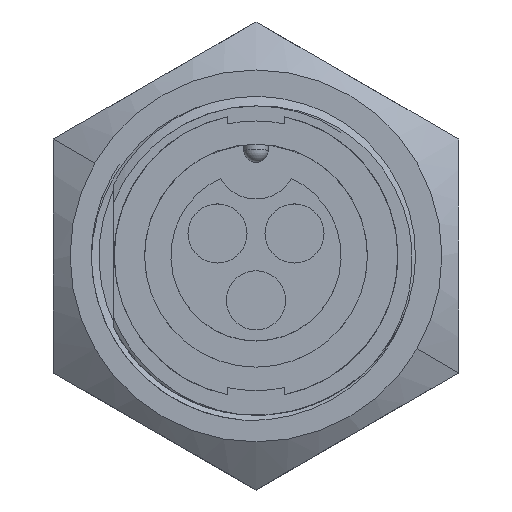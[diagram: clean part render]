
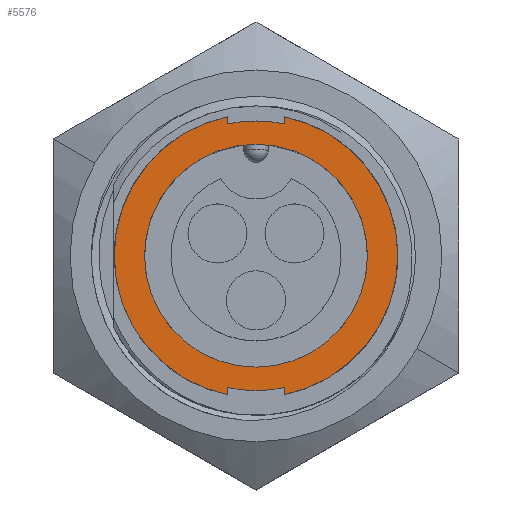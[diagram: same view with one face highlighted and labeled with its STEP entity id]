
A CAD part, top view. The second image highlights one B-rep face of the part: STEP entity #5576.
In plain terms, the highlighted planar face has unit normal (0, 0, 1).
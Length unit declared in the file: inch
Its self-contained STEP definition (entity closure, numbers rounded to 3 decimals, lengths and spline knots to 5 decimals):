
#459 = DIRECTION ( 'NONE',  ( 1., 0., 0. ) ) ;
#717 = CARTESIAN_POINT ( 'NONE',  ( 0.07, -0.32505, 0. ) ) ;
#779 = DIRECTION ( 'NONE',  ( 0., 1., 0. ) ) ;
#920 = LINE ( 'NONE', #717, #4137 ) ;
#986 = DIRECTION ( 'NONE',  ( 0., 0., -1. ) ) ;
#1105 = CARTESIAN_POINT ( 'NONE',  ( 0., 0., 0. ) ) ;
#1716 = EDGE_CURVE ( 'NONE', #3018, #11100, #5897, .T. ) ;
#1809 = EDGE_CURVE ( 'NONE', #11100, #10794, #5889, .T. ) ;
#1851 = EDGE_CURVE ( 'NONE', #2515, #10284, #920, .T. ) ;
#1937 = EDGE_CURVE ( 'NONE', #10284, #10566, #5996, .T. ) ;
#1950 = EDGE_CURVE ( 'NONE', #2290, #2813, #14678, .T. ) ;
#1983 = EDGE_CURVE ( 'NONE', #10320, #10611, #6001, .T. ) ;
#2026 = EDGE_CURVE ( 'NONE', #2554, #2813, #5988, .T. ) ;
#2066 = EDGE_CURVE ( 'NONE', #2554, #3018, #14963, .T. ) ;
#2171 = EDGE_CURVE ( 'NONE', #10566, #2290, #5609, .T. ) ;
#2290 = VERTEX_POINT ( 'NONE', #5332 ) ;
#2319 = EDGE_LOOP ( 'NONE', ( #11827, #11952 ) ) ;
#2515 = VERTEX_POINT ( 'NONE', #5136 ) ;
#2554 = VERTEX_POINT ( 'NONE', #5376 ) ;
#2620 = VERTEX_POINT ( 'NONE', #4925 ) ;
#2813 = VERTEX_POINT ( 'NONE', #5418 ) ;
#2951 = EDGE_LOOP ( 'NONE', ( #13915, #13927, #13935, #13932, #13933, #11966, #11682, #11970, #12150, #11696 ) ) ;
#3018 = VERTEX_POINT ( 'NONE', #4717 ) ;
#4014 = AXIS2_PLACEMENT_3D ( 'NONE', #1105, #986, #459 ) ;
#4018 = AXIS2_PLACEMENT_3D ( 'NONE', #14051, #14842, #14040 ) ;
#4019 = AXIS2_PLACEMENT_3D ( 'NONE', #12176, #11585, #11719 ) ;
#4031 = VECTOR ( 'NONE', #14641, 39.37008 ) ;
#4094 = AXIS2_PLACEMENT_3D ( 'NONE', #4729, #5461, #5386 ) ;
#4122 = FACE_OUTER_BOUND ( 'NONE', #2951, .T. ) ;
#4137 = VECTOR ( 'NONE', #779, 39.37008 ) ;
#4184 = FACE_BOUND ( 'NONE', #2319, .T. ) ;
#4221 = AXIS2_PLACEMENT_3D ( 'NONE', #13125, #12939, #12683 ) ;
#4293 = VECTOR ( 'NONE', #14878, 39.37008 ) ;
#4342 = AXIS2_PLACEMENT_3D ( 'NONE', #14743, #14656, #14654 ) ;
#4354 = AXIS2_PLACEMENT_3D ( 'NONE', #11959, #11533, #11353 ) ;
#4717 = CARTESIAN_POINT ( 'NONE',  ( -0.07, 0.32505, 0. ) ) ;
#4729 = CARTESIAN_POINT ( 'NONE',  ( 0., 0., 0. ) ) ;
#4925 = CARTESIAN_POINT ( 'NONE',  ( 0.07, 0.34293, 0. ) ) ;
#5136 = CARTESIAN_POINT ( 'NONE',  ( 0.07, -0.34293, 0. ) ) ;
#5332 = CARTESIAN_POINT ( 'NONE',  ( -0.07, -0.32505, 0. ) ) ;
#5376 = CARTESIAN_POINT ( 'NONE',  ( -0.07, 0.34293, 0. ) ) ;
#5386 = DIRECTION ( 'NONE',  ( 1., 0., 0. ) ) ;
#5418 = CARTESIAN_POINT ( 'NONE',  ( -0.07, -0.34293, 0. ) ) ;
#5461 = DIRECTION ( 'NONE',  ( 0., 0., -1. ) ) ;
#5576 = ADVANCED_FACE ( 'NONE', ( #4122, #4184 ), #12765, .F. ) ;
#5609 = CIRCLE ( 'NONE', #4094, 0.3325 ) ;
#5764 = CIRCLE ( 'NONE', #10152, 0.275 ) ;
#5889 = CIRCLE ( 'NONE', #4019, 0.3325 ) ;
#5897 = CIRCLE ( 'NONE', #4354, 0.3325 ) ;
#5935 = CIRCLE ( 'NONE', #10215, 0.35 ) ;
#5940 = EDGE_CURVE ( 'NONE', #10611, #10320, #5764, .T. ) ;
#5988 = CIRCLE ( 'NONE', #4342, 0.35 ) ;
#5996 = CIRCLE ( 'NONE', #4014, 0.3325 ) ;
#6001 = CIRCLE ( 'NONE', #4018, 0.275 ) ;
#6028 = EDGE_CURVE ( 'NONE', #2515, #2620, #5935, .T. ) ;
#6036 = EDGE_CURVE ( 'NONE', #10794, #2620, #8803, .T. ) ;
#7057 = CARTESIAN_POINT ( 'NONE',  ( 0., 0., 0. ) ) ;
#7058 = DIRECTION ( 'NONE',  ( 0., 0., 1. ) ) ;
#7059 = DIRECTION ( 'NONE',  ( 0., -1., 0. ) ) ;
#8510 = CARTESIAN_POINT ( 'NONE',  ( 0., 0., 0. ) ) ;
#8511 = DIRECTION ( 'NONE',  ( 0., 0., 1. ) ) ;
#8512 = DIRECTION ( 'NONE',  ( 0., -1., 0. ) ) ;
#8803 = LINE ( 'NONE', #8804, #10210 ) ;
#8804 = CARTESIAN_POINT ( 'NONE',  ( 0.07, 0.34293, 0. ) ) ;
#8805 = DIRECTION ( 'NONE',  ( 0., 1., 0. ) ) ;
#9468 = CARTESIAN_POINT ( 'NONE',  ( 0.07, -0.32505, 0. ) ) ;
#9472 = CARTESIAN_POINT ( 'NONE',  ( 0., 0.275, 0. ) ) ;
#9499 = CARTESIAN_POINT ( 'NONE',  ( 0., -0.3325, 0. ) ) ;
#9508 = CARTESIAN_POINT ( 'NONE',  ( 0., -0.275, 0. ) ) ;
#9527 = CARTESIAN_POINT ( 'NONE',  ( 0.07, 0.32505, 0. ) ) ;
#9570 = CARTESIAN_POINT ( 'NONE',  ( 0., 0.3325, 0. ) ) ;
#10152 = AXIS2_PLACEMENT_3D ( 'NONE', #7057, #7058, #7059 ) ;
#10210 = VECTOR ( 'NONE', #8805, 39.37008 ) ;
#10215 = AXIS2_PLACEMENT_3D ( 'NONE', #8510, #8511, #8512 ) ;
#10284 = VERTEX_POINT ( 'NONE', #9468 ) ;
#10320 = VERTEX_POINT ( 'NONE', #9472 ) ;
#10566 = VERTEX_POINT ( 'NONE', #9499 ) ;
#10611 = VERTEX_POINT ( 'NONE', #9508 ) ;
#10794 = VERTEX_POINT ( 'NONE', #9527 ) ;
#11100 = VERTEX_POINT ( 'NONE', #9570 ) ;
#11353 = DIRECTION ( 'NONE',  ( 1., 0., 0. ) ) ;
#11533 = DIRECTION ( 'NONE',  ( 0., 0., -1. ) ) ;
#11585 = DIRECTION ( 'NONE',  ( 0., 0., -1. ) ) ;
#11682 = ORIENTED_EDGE ( 'NONE', *, *, #6036, .F. ) ;
#11696 = ORIENTED_EDGE ( 'NONE', *, *, #2066, .F. ) ;
#11719 = DIRECTION ( 'NONE',  ( 1., 0., 0. ) ) ;
#11827 = ORIENTED_EDGE ( 'NONE', *, *, #5940, .F. ) ;
#11952 = ORIENTED_EDGE ( 'NONE', *, *, #1983, .F. ) ;
#11959 = CARTESIAN_POINT ( 'NONE',  ( 0., 0., 0. ) ) ;
#11966 = ORIENTED_EDGE ( 'NONE', *, *, #6028, .T. ) ;
#11970 = ORIENTED_EDGE ( 'NONE', *, *, #1809, .F. ) ;
#12150 = ORIENTED_EDGE ( 'NONE', *, *, #1716, .F. ) ;
#12176 = CARTESIAN_POINT ( 'NONE',  ( 0., 0., 0. ) ) ;
#12683 = DIRECTION ( 'NONE',  ( 0., 1., 0. ) ) ;
#12765 = PLANE ( 'NONE',  #4221 ) ;
#12939 = DIRECTION ( 'NONE',  ( 0., 0., -1. ) ) ;
#13125 = CARTESIAN_POINT ( 'NONE',  ( 0., 0.35, 0. ) ) ;
#13915 = ORIENTED_EDGE ( 'NONE', *, *, #2026, .T. ) ;
#13927 = ORIENTED_EDGE ( 'NONE', *, *, #1950, .F. ) ;
#13932 = ORIENTED_EDGE ( 'NONE', *, *, #1937, .F. ) ;
#13933 = ORIENTED_EDGE ( 'NONE', *, *, #1851, .F. ) ;
#13935 = ORIENTED_EDGE ( 'NONE', *, *, #2171, .F. ) ;
#14040 = DIRECTION ( 'NONE',  ( 0., -1., 0. ) ) ;
#14051 = CARTESIAN_POINT ( 'NONE',  ( 0., 0., 0. ) ) ;
#14641 = DIRECTION ( 'NONE',  ( 0., -1., 0. ) ) ;
#14654 = DIRECTION ( 'NONE',  ( 0., -1., 0. ) ) ;
#14656 = DIRECTION ( 'NONE',  ( 0., 0., 1. ) ) ;
#14678 = LINE ( 'NONE', #14693, #4031 ) ;
#14693 = CARTESIAN_POINT ( 'NONE',  ( -0.07, -0.32505, 0. ) ) ;
#14743 = CARTESIAN_POINT ( 'NONE',  ( 0., 0., 0. ) ) ;
#14842 = DIRECTION ( 'NONE',  ( 0., 0., 1. ) ) ;
#14878 = DIRECTION ( 'NONE',  ( 0., -1., 0. ) ) ;
#14922 = CARTESIAN_POINT ( 'NONE',  ( -0.07, 0.34293, 0. ) ) ;
#14963 = LINE ( 'NONE', #14922, #4293 ) ;
